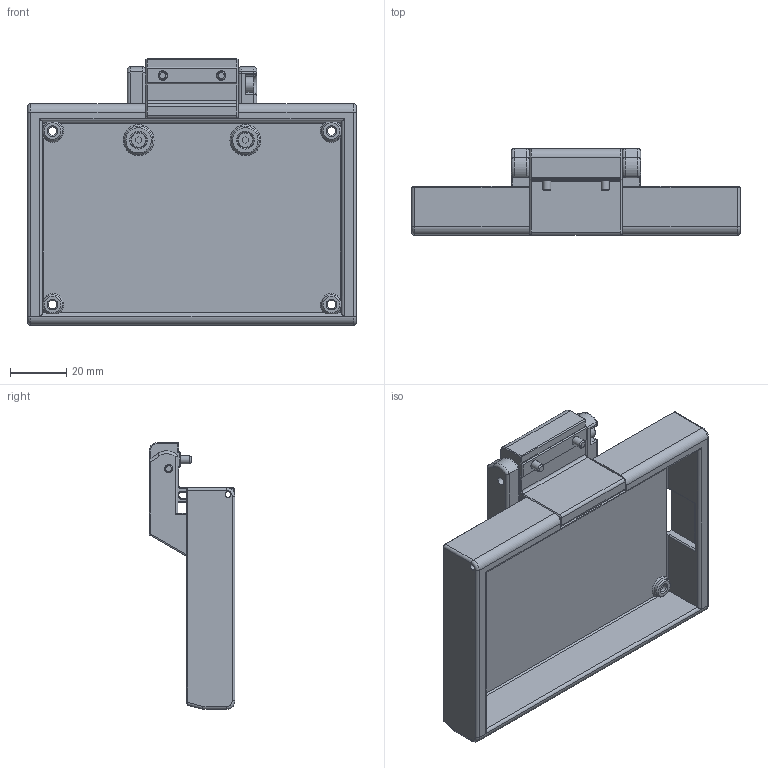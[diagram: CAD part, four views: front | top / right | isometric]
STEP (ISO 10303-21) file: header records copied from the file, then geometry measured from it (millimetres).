
FILE_DESCRIPTION(/* description */ (''),/* implementation_level */ '2;1');
FILE_NAME(/* name */ 'Waveshare 4.3in DSI LCD Mount v2.step',/* time_stamp */ '2022-02-14T17:07:35-08:00',/* author */ (''),/* organization */ (''),/* preprocessor_version */ 'ST-DEVELOPER v18.1',/* originating_system */ 'Autodesk Translation Framework v10.13.0.1454',/* authorisation */ '');
FILE_SCHEMA (('AUTOMOTIVE_DESIGN { 1 0 10303 214 3 1 1 }'));
Length unit declared in the file: millimetre
Products named in the file (13): Waveshare 4.3in DSI LCD Mount; LCD Case Front; LCD Case Hinge; M3x12 SHCS; M3x40 SHCS (5); M3x12 SHCS (2); LCD Case Rear Brace; M3x12 SHCS (12); M3x12 SHCS (34); M3x12 SHCS (33); M3x12 SHCS (32); M3 Threaded Insert; M3x12 FHCS (1)
Assembly tree (14 placements, depth 3):
  Waveshare 4.3in DSI LCD Mount
    LCD Case Front
    LCD Case Hinge
      M3x12 SHCS
      M3x40 SHCS (5)
      M3x12 SHCS (2)
    LCD Case Rear Brace
      M3x12 SHCS (12)
      M3x12 SHCS (34)
      M3x12 SHCS (33)
      M3x12 SHCS (32)
    M3 Threaded Insert  x2
    M3x12 FHCS (1)  x2
Bounding box: 117 x 30.6 x 94.9 mm (x, y, z)
Volume: 54469.4 mm3; surface area: 43141.9 mm2
Topology: 10 solids, 10 shells, 679 faces, 1691 edges, 1054 vertices
Faces by surface type: plane 216, cylinder 173, bspline 168, cone 109, torus 9, sphere 4
Full cylindrical faces by diameter (mm): 2.1 x2, 2.2 x1, 2.8 x2, 2.9 x3, 3 x9, 3.3 x2, 3.4 x2, 3.5 x1, 4.2 x2, 4.25 x2, 4.5 x4, 4.6 x2, 4.7 x2, 5.5 x5, 6 x2, 10 x2
Entity records: 18648 total; most frequent: CARTESIAN_POINT 5604, DIRECTION 2670, ORIENTED_EDGE 2642, EDGE_CURVE 1321, AXIS2_PLACEMENT_3D 1023, VERTEX_POINT 808, LINE 624, VECTOR 624
